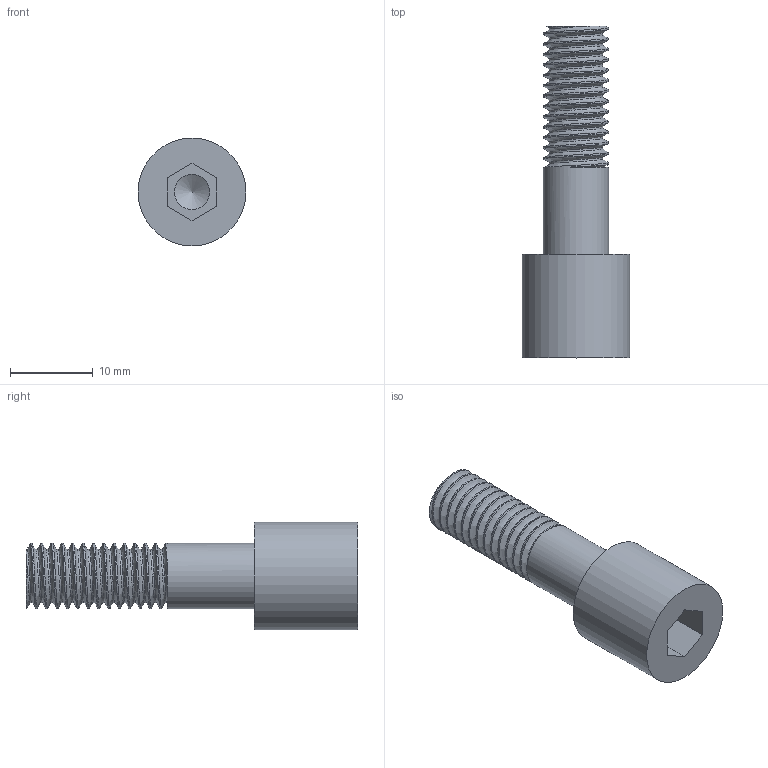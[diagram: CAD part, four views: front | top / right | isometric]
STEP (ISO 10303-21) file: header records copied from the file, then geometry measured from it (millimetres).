
FILE_DESCRIPTION(/* description */ (''),/* implementation_level */ '2;1');
FILE_NAME(/* name */ 'vis bds v3.step',/* time_stamp */ '2024-06-15T20:16:21+02:00',/* author */ (''),/* organization */ (''),/* preprocessor_version */ 'ST-DEVELOPER v20',/* originating_system */ 'Autodesk Translation Framework v13.14.0.145',/* authorisation */ '');
FILE_SCHEMA (('AUTOMOTIVE_DESIGN { 1 0 10303 214 3 1 1 }'));
Length unit declared in the file: millimetre
Products named in the file (1): vis bds
Bounding box: 13 x 40 x 13 mm (x, y, z)
Volume: 2505 mm3; surface area: 1946.2 mm2
Topology: 1 solids, 1 shells, 45 faces, 122 edges, 81 vertices
Faces by surface type: cylinder 31, plane 11, bspline 2, cone 1
Full cylindrical faces by diameter (mm): 4.234 x1, 6.446 x6, 7.866 x10, 13 x1
Entity records: 3260 total; most frequent: CARTESIAN_POINT 2212, ORIENTED_EDGE 242, DIRECTION 157, EDGE_CURVE 121, VERTEX_POINT 81, B_SPLINE_CURVE_WITH_KNOTS 62, AXIS2_PLACEMENT_3D 54, LINE 49
